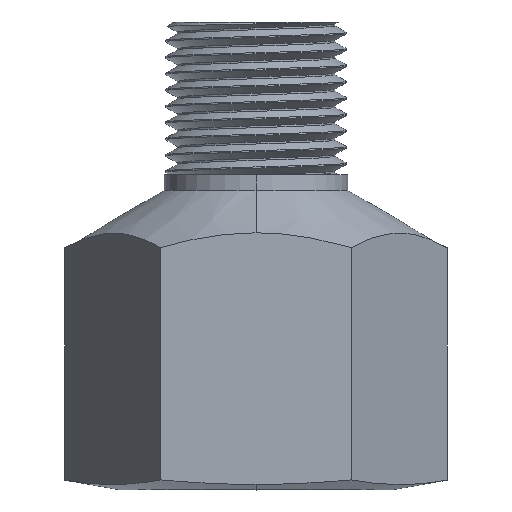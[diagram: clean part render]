
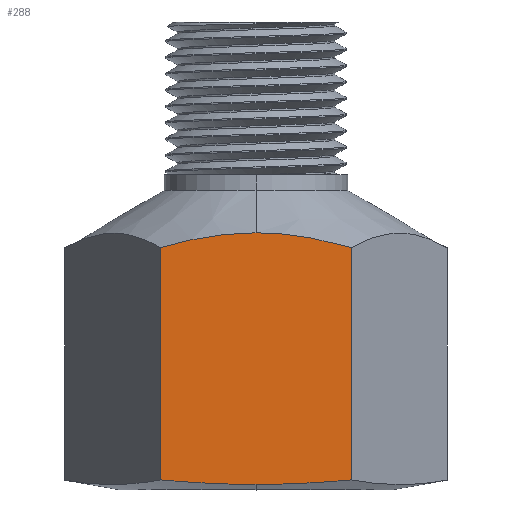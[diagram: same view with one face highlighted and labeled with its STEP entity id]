
A CAD part, top view. The second image highlights one B-rep face of the part: STEP entity #288.
In plain terms, the highlighted planar face has unit normal (0, 0, 1).
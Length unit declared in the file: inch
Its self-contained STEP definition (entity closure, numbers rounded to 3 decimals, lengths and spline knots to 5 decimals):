
#31 = CARTESIAN_POINT ( 'NONE',  ( 0., 0.58185, 0.375 ) ) ;
#121 = CARTESIAN_POINT ( 'NONE',  ( 0.21651, 0.02168, 0.375 ) ) ;
#221 = CARTESIAN_POINT ( 'NONE',  ( -0.21651, 0.54836, 0.375 ) ) ;
#288 = ADVANCED_FACE ( 'NONE', ( #4842 ), #567, .F. ) ;
#314 = CARTESIAN_POINT ( 'NONE',  ( 0.21651, 0.54836, 0.375 ) ) ;
#499 = DIRECTION ( 'NONE',  ( -1., 0., 0. ) ) ;
#567 = PLANE ( 'NONE',  #1903 ) ;
#590 = ORIENTED_EDGE ( 'NONE', *, *, #2970, .T. ) ;
#609 = CARTESIAN_POINT ( 'NONE',  ( -0.21651, 1.06, 0.375 ) ) ;
#653 = EDGE_CURVE ( 'NONE', #2613, #2743, #4592, .T. ) ;
#751 = CARTESIAN_POINT ( 'NONE',  ( 0.21651, 0.02168, 0.375 ) ) ;
#838 = CARTESIAN_POINT ( 'NONE',  ( -0.14522, 0.56705, 0.375 ) ) ;
#890 = CARTESIAN_POINT ( 'NONE',  ( -0.21651, 1.06, 0.375 ) ) ;
#900 = CARTESIAN_POINT ( 'NONE',  ( 0.1815, 0.55846, 0.375 ) ) ;
#966 = CARTESIAN_POINT ( 'NONE',  ( -0.14434, 0.01591, 0.375 ) ) ;
#1220 = CARTESIAN_POINT ( 'NONE',  ( -0.21651, 0.54836, 0.375 ) ) ;
#1346 = CARTESIAN_POINT ( 'NONE',  ( -0.03606, 0.01145, 0.375 ) ) ;
#1382 = ORIENTED_EDGE ( 'NONE', *, *, #653, .F. ) ;
#1655 = CARTESIAN_POINT ( 'NONE',  ( 0., 0.01145, 0.375 ) ) ;
#1665 = CARTESIAN_POINT ( 'NONE',  ( 0.14603, 0.56688, 0.375 ) ) ;
#1770 = DIRECTION ( 'NONE',  ( 0., 0., -1. ) ) ;
#1803 = ORIENTED_EDGE ( 'NONE', *, *, #3006, .T. ) ;
#1903 = AXIS2_PLACEMENT_3D ( 'NONE', #609, #1770, #499 ) ;
#2051 = CARTESIAN_POINT ( 'NONE',  ( 0.03662, 0.58185, 0.375 ) ) ;
#2251 = EDGE_CURVE ( 'NONE', #2613, #2673, #4728, .T. ) ;
#2414 = CARTESIAN_POINT ( 'NONE',  ( 0.14439, 0.01532, 0.375 ) ) ;
#2533 = B_SPLINE_CURVE_WITH_KNOTS ( 'NONE', 3,
 ( #3543, #2783, #966, #3614, #1346, #4003 ),
 .UNSPECIFIED., .F., .F.,
 ( 4, 2, 4 ),
 ( 0.00909, 0.01185, 0.0146 ),
 .UNSPECIFIED. ) ;
#2613 = VERTEX_POINT ( 'NONE', #314 ) ;
#2673 = VERTEX_POINT ( 'NONE', #3366 ) ;
#2677 = B_SPLINE_CURVE_WITH_KNOTS ( 'NONE', 3,
 ( #31, #4590, #3109, #838, #3483, #1220 ),
 .UNSPECIFIED., .F., .F.,
 ( 4, 2, 4 ),
 ( 0.03339, 0.03618, 0.03896 ),
 .UNSPECIFIED. ) ;
#2740 = VERTEX_POINT ( 'NONE', #4152 ) ;
#2743 = VERTEX_POINT ( 'NONE', #751 ) ;
#2783 = CARTESIAN_POINT ( 'NONE',  ( -0.18047, 0.0185, 0.375 ) ) ;
#2805 = VECTOR ( 'NONE', #3159, 39.37008 ) ;
#2970 = EDGE_CURVE ( 'NONE', #3573, #2740, #3810, .T. ) ;
#3006 = EDGE_CURVE ( 'NONE', #4943, #2743, #4496, .T. ) ;
#3055 = DIRECTION ( 'NONE',  ( 0., -1., 0. ) ) ;
#3109 = CARTESIAN_POINT ( 'NONE',  ( -0.07295, 0.5787, 0.375 ) ) ;
#3159 = DIRECTION ( 'NONE',  ( 0., -1., 0. ) ) ;
#3366 = CARTESIAN_POINT ( 'NONE',  ( 0., 0.58185, 0.375 ) ) ;
#3483 = CARTESIAN_POINT ( 'NONE',  ( -0.18128, 0.55853, 0.375 ) ) ;
#3490 = ORIENTED_EDGE ( 'NONE', *, *, #3970, .T. ) ;
#3543 = CARTESIAN_POINT ( 'NONE',  ( -0.21651, 0.02168, 0.375 ) ) ;
#3546 = CARTESIAN_POINT ( 'NONE',  ( 0.21651, 0.54836, 0.375 ) ) ;
#3553 = ORIENTED_EDGE ( 'NONE', *, *, #2251, .T. ) ;
#3573 = VERTEX_POINT ( 'NONE', #221 ) ;
#3614 = CARTESIAN_POINT ( 'NONE',  ( -0.07215, 0.01238, 0.375 ) ) ;
#3810 = LINE ( 'NONE', #890, #2805 ) ;
#3925 = CARTESIAN_POINT ( 'NONE',  ( 0.07223, 0.01145, 0.375 ) ) ;
#3937 = ORIENTED_EDGE ( 'NONE', *, *, #4739, .T. ) ;
#3970 = EDGE_CURVE ( 'NONE', #2740, #4943, #2533, .T. ) ;
#4003 = CARTESIAN_POINT ( 'NONE',  ( 0., 0.01145, 0.375 ) ) ;
#4152 = CARTESIAN_POINT ( 'NONE',  ( -0.21651, 0.02168, 0.375 ) ) ;
#4295 = CARTESIAN_POINT ( 'NONE',  ( 0.21651, 1.06, 0.375 ) ) ;
#4310 = CARTESIAN_POINT ( 'NONE',  ( 0.07374, 0.57862, 0.375 ) ) ;
#4317 = CARTESIAN_POINT ( 'NONE',  ( 0., 0.01145, 0.375 ) ) ;
#4416 = VECTOR ( 'NONE', #3055, 39.37008 ) ;
#4456 = EDGE_LOOP ( 'NONE', ( #1382, #3553, #3937, #590, #3490, #1803 ) ) ;
#4496 = B_SPLINE_CURVE_WITH_KNOTS ( 'NONE', 3,
 ( #1655, #3925, #2414, #121 ),
 .UNSPECIFIED., .F., .F.,
 ( 4, 4 ),
 ( 0.0146, 0.02012 ),
 .UNSPECIFIED. ) ;
#4590 = CARTESIAN_POINT ( 'NONE',  ( -0.0366, 0.58185, 0.375 ) ) ;
#4592 = LINE ( 'NONE', #4295, #4416 ) ;
#4702 = CARTESIAN_POINT ( 'NONE',  ( 0., 0.58185, 0.375 ) ) ;
#4728 = B_SPLINE_CURVE_WITH_KNOTS ( 'NONE', 3,
 ( #3546, #900, #1665, #4310, #2051, #4702 ),
 .UNSPECIFIED., .F., .F.,
 ( 4, 2, 4 ),
 ( 0.02782, 0.03061, 0.03339 ),
 .UNSPECIFIED. ) ;
#4739 = EDGE_CURVE ( 'NONE', #2673, #3573, #2677, .T. ) ;
#4842 = FACE_OUTER_BOUND ( 'NONE', #4456, .T. ) ;
#4943 = VERTEX_POINT ( 'NONE', #4317 ) ;
